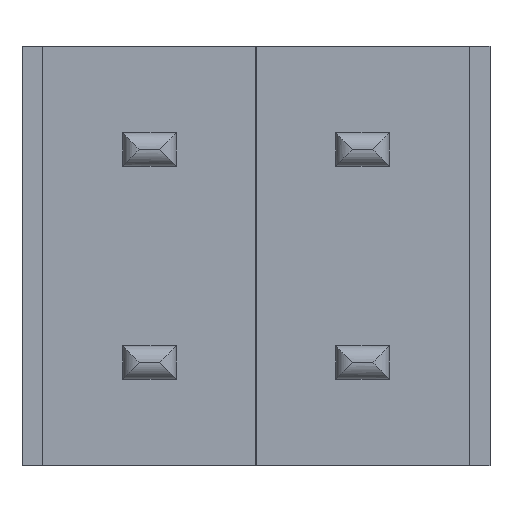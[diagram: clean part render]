
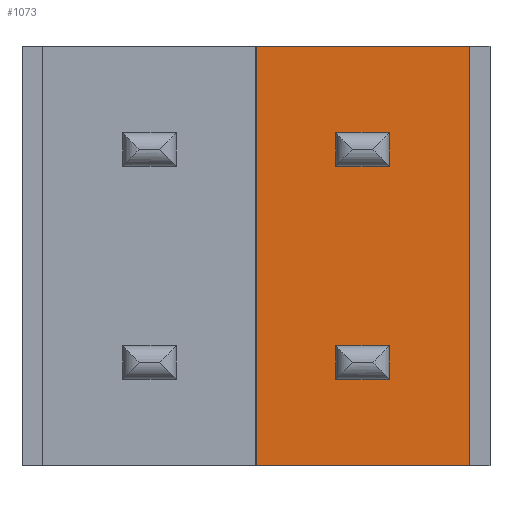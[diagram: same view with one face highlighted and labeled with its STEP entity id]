
A CAD part, front view. The second image highlights one B-rep face of the part: STEP entity #1073.
In plain terms, the highlighted planar face has unit normal (0, -1, 0).
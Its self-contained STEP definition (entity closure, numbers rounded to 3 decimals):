
#4 = VERTEX_POINT ( 'NONE', #314 ) ;
#11 = CARTESIAN_POINT ( 'NONE',  ( 49.46, -5.1, -1.03 ) ) ;
#38 = EDGE_CURVE ( 'NONE', #425, #1032, #714, .T. ) ;
#43 = EDGE_CURVE ( 'NONE', #427, #286, #649, .T. ) ;
#50 = LINE ( 'NONE', #773, #689 ) ;
#51 = CARTESIAN_POINT ( 'NONE',  ( 50.1, -5.1, -3.57 ) ) ;
#58 = CARTESIAN_POINT ( 'NONE',  ( 49.46, -5.1, 0. ) ) ;
#61 = CARTESIAN_POINT ( 'NONE',  ( 0.25, -5.1, 0. ) ) ;
#79 = CARTESIAN_POINT ( 'NONE',  ( 49.46, -5.1, -1.43 ) ) ;
#86 = VERTEX_POINT ( 'NONE', #261 ) ;
#93 = CARTESIAN_POINT ( 'NONE',  ( 49.46, -5.1, -1.43 ) ) ;
#97 = CARTESIAN_POINT ( 'NONE',  ( 50.1, -5.1, -1.43 ) ) ;
#98 = ORIENTED_EDGE ( 'NONE', *, *, #38, .F. ) ;
#133 = DIRECTION ( 'NONE',  ( 1., 0., 0. ) ) ;
#138 = ORIENTED_EDGE ( 'NONE', *, *, #43, .F. ) ;
#143 = CARTESIAN_POINT ( 'NONE',  ( 48.51, -5.1, 0. ) ) ;
#144 = DIRECTION ( 'NONE',  ( 0., 0., 1. ) ) ;
#158 = ORIENTED_EDGE ( 'NONE', *, *, #289, .T. ) ;
#168 = VECTOR ( 'NONE', #971, 1000. ) ;
#186 = CARTESIAN_POINT ( 'NONE',  ( 51.05, -5.1, -5. ) ) ;
#199 = VECTOR ( 'NONE', #144, 1000. ) ;
#220 = CARTESIAN_POINT ( 'NONE',  ( 0.25, -5.1, -5. ) ) ;
#229 = DIRECTION ( 'NONE',  ( -1., 0., 0. ) ) ;
#234 = LINE ( 'NONE', #455, #442 ) ;
#238 = DIRECTION ( 'NONE',  ( 0., 0., -1. ) ) ;
#248 = EDGE_CURVE ( 'NONE', #329, #837, #412, .T. ) ;
#250 = PLANE ( 'NONE',  #1002 ) ;
#260 = VECTOR ( 'NONE', #238, 1000. ) ;
#261 = CARTESIAN_POINT ( 'NONE',  ( 49.46, -5.1, -3.97 ) ) ;
#268 = VERTEX_POINT ( 'NONE', #558 ) ;
#271 = ORIENTED_EDGE ( 'NONE', *, *, #300, .T. ) ;
#275 = FACE_BOUND ( 'NONE', #865, .T. ) ;
#279 = DIRECTION ( 'NONE',  ( 1., 0., 0. ) ) ;
#286 = VERTEX_POINT ( 'NONE', #51 ) ;
#289 = EDGE_CURVE ( 'NONE', #86, #4, #358, .T. ) ;
#293 = EDGE_LOOP ( 'NONE', ( #158, #271, #138, #362 ) ) ;
#300 = EDGE_CURVE ( 'NONE', #4, #286, #781, .T. ) ;
#303 = ORIENTED_EDGE ( 'NONE', *, *, #838, .T. ) ;
#314 = CARTESIAN_POINT ( 'NONE',  ( 49.46, -5.1, -3.57 ) ) ;
#318 = DIRECTION ( 'NONE',  ( 1., 0., 0. ) ) ;
#320 = DIRECTION ( 'NONE',  ( 0., 0., -1. ) ) ;
#325 = VERTEX_POINT ( 'NONE', #407 ) ;
#329 = VERTEX_POINT ( 'NONE', #710 ) ;
#349 = LINE ( 'NONE', #220, #1012 ) ;
#358 = LINE ( 'NONE', #58, #199 ) ;
#362 = ORIENTED_EDGE ( 'NONE', *, *, #613, .F. ) ;
#365 = EDGE_LOOP ( 'NONE', ( #403, #303, #366, #447 ) ) ;
#366 = ORIENTED_EDGE ( 'NONE', *, *, #926, .T. ) ;
#386 = VERTEX_POINT ( 'NONE', #97 ) ;
#396 = EDGE_CURVE ( 'NONE', #1032, #386, #966, .T. ) ;
#403 = ORIENTED_EDGE ( 'NONE', *, *, #248, .T. ) ;
#407 = CARTESIAN_POINT ( 'NONE',  ( 48.51, -5.1, -5. ) ) ;
#408 = VECTOR ( 'NONE', #662, 1000. ) ;
#412 = LINE ( 'NONE', #61, #1040 ) ;
#420 = CARTESIAN_POINT ( 'NONE',  ( 51.05, -5.1, 0. ) ) ;
#425 = VERTEX_POINT ( 'NONE', #11 ) ;
#427 = VERTEX_POINT ( 'NONE', #436 ) ;
#436 = CARTESIAN_POINT ( 'NONE',  ( 50.1, -5.1, -3.97 ) ) ;
#437 = VERTEX_POINT ( 'NONE', #186 ) ;
#442 = VECTOR ( 'NONE', #874, 1000. ) ;
#447 = ORIENTED_EDGE ( 'NONE', *, *, #963, .T. ) ;
#455 = CARTESIAN_POINT ( 'NONE',  ( 49.46, -5.1, -1.03 ) ) ;
#539 = FACE_OUTER_BOUND ( 'NONE', #365, .T. ) ;
#549 = FACE_BOUND ( 'NONE', #293, .T. ) ;
#558 = CARTESIAN_POINT ( 'NONE',  ( 50.1, -5.1, -1.03 ) ) ;
#571 = CARTESIAN_POINT ( 'NONE',  ( 49.46, -5.1, -1.03 ) ) ;
#613 = EDGE_CURVE ( 'NONE', #86, #427, #50, .T. ) ;
#635 = CARTESIAN_POINT ( 'NONE',  ( 50.1, -5.1, -1.03 ) ) ;
#649 = LINE ( 'NONE', #991, #925 ) ;
#659 = DIRECTION ( 'NONE',  ( 0., -1., 0. ) ) ;
#662 = DIRECTION ( 'NONE',  ( 1., 0., 0. ) ) ;
#684 = LINE ( 'NONE', #420, #952 ) ;
#689 = VECTOR ( 'NONE', #279, 1000. ) ;
#690 = EDGE_CURVE ( 'NONE', #425, #268, #234, .T. ) ;
#710 = CARTESIAN_POINT ( 'NONE',  ( 51.05, -5.1, 0. ) ) ;
#714 = LINE ( 'NONE', #571, #770 ) ;
#728 = CARTESIAN_POINT ( 'NONE',  ( 48.51, -5.1, 0. ) ) ;
#770 = VECTOR ( 'NONE', #1001, 1000. ) ;
#773 = CARTESIAN_POINT ( 'NONE',  ( 48.26, -5.1, -3.97 ) ) ;
#781 = LINE ( 'NONE', #1051, #1019 ) ;
#831 = CARTESIAN_POINT ( 'NONE',  ( 0., -5.1, 0. ) ) ;
#837 = VERTEX_POINT ( 'NONE', #728 ) ;
#838 = EDGE_CURVE ( 'NONE', #837, #325, #871, .T. ) ;
#865 = EDGE_LOOP ( 'NONE', ( #1056, #941, #1053, #98 ) ) ;
#871 = LINE ( 'NONE', #143, #168 ) ;
#874 = DIRECTION ( 'NONE',  ( 1., 0., 0. ) ) ;
#883 = EDGE_CURVE ( 'NONE', #268, #386, #1035, .T. ) ;
#925 = VECTOR ( 'NONE', #928, 1000. ) ;
#926 = EDGE_CURVE ( 'NONE', #325, #437, #349, .T. ) ;
#928 = DIRECTION ( 'NONE',  ( 0., 0., 1. ) ) ;
#941 = ORIENTED_EDGE ( 'NONE', *, *, #883, .T. ) ;
#952 = VECTOR ( 'NONE', #996, 1000. ) ;
#963 = EDGE_CURVE ( 'NONE', #437, #329, #684, .T. ) ;
#966 = LINE ( 'NONE', #93, #408 ) ;
#971 = DIRECTION ( 'NONE',  ( 0., 0., -1. ) ) ;
#991 = CARTESIAN_POINT ( 'NONE',  ( 50.1, -5.1, 0. ) ) ;
#996 = DIRECTION ( 'NONE',  ( 0., 0., 1. ) ) ;
#1001 = DIRECTION ( 'NONE',  ( 0., 0., -1. ) ) ;
#1002 = AXIS2_PLACEMENT_3D ( 'NONE', #831, #659, #320 ) ;
#1012 = VECTOR ( 'NONE', #318, 1000. ) ;
#1019 = VECTOR ( 'NONE', #133, 1000. ) ;
#1032 = VERTEX_POINT ( 'NONE', #79 ) ;
#1035 = LINE ( 'NONE', #635, #260 ) ;
#1040 = VECTOR ( 'NONE', #229, 1000. ) ;
#1051 = CARTESIAN_POINT ( 'NONE',  ( 48.26, -5.1, -3.57 ) ) ;
#1053 = ORIENTED_EDGE ( 'NONE', *, *, #396, .F. ) ;
#1056 = ORIENTED_EDGE ( 'NONE', *, *, #690, .T. ) ;
#1073 = ADVANCED_FACE ( 'NONE', ( #549, #275, #539 ), #250, .T. ) ;
